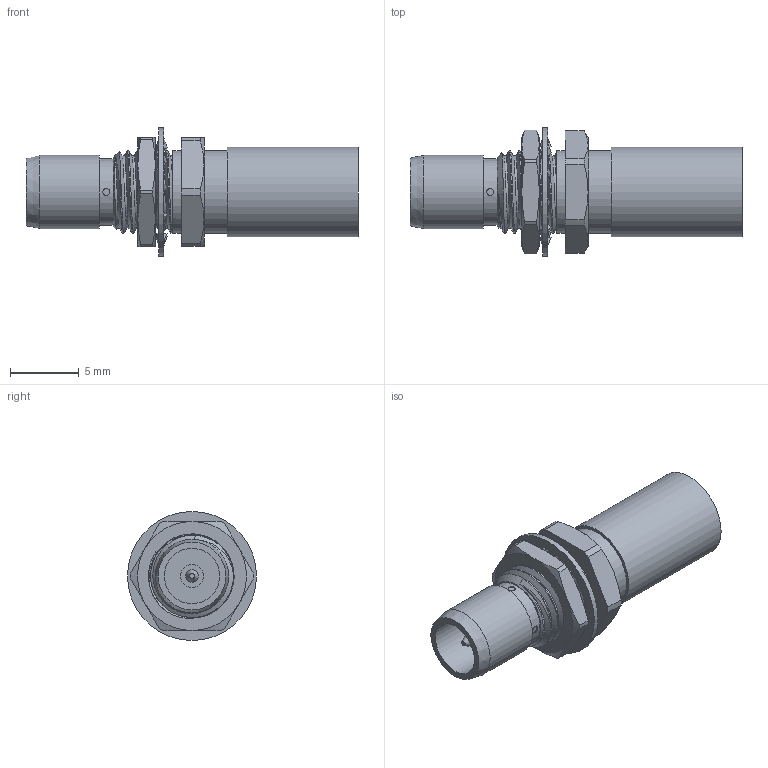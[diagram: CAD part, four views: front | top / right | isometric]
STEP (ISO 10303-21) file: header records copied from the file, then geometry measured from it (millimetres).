
FILE_DESCRIPTION (( 'STEP AP203' ), '1' );
FILE_NAME ('PE45318_3D.step', '2021-09-01T19:36:13', ( '' ), ( '' ), 'SwSTEP 2.0', 'SolidWorks 2021', '' );
FILE_SCHEMA (( 'CONFIG_CONTROL_DESIGN' ));
Length unit declared in the file: inch
Products named in the file (1): PE45318_3D
Bounding box: 24.2 x 9.4 x 9.4 mm (x, y, z)
Volume: 458.3 mm3; surface area: 1260.9 mm2
Topology: 4 solids, 5 shells, 164 faces, 447 edges, 305 vertices
Faces by surface type: plane 48, bspline 46, cylinder 45, cone 25
Full cylindrical faces by diameter (mm): 0.508 x4, 0.92 x1, 1.702 x1, 3.2 x1, 3.65 x1, 3.962 x1, 4.039 x1, 4.851 x1, 5.334 x1, 5.5 x1, 6.045 x6, 6.5 x1, 9.398 x1
Entity records: 7247 total; most frequent: CARTESIAN_POINT 3719, ORIENTED_EDGE 802, DIRECTION 542, EDGE_CURVE 401, VERTEX_POINT 287, AXIS2_PLACEMENT_3D 236, B_SPLINE_CURVE_WITH_KNOTS 200, EDGE_LOOP 198
